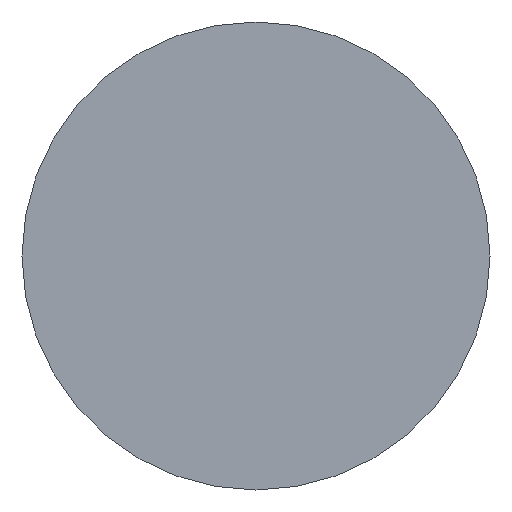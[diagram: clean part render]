
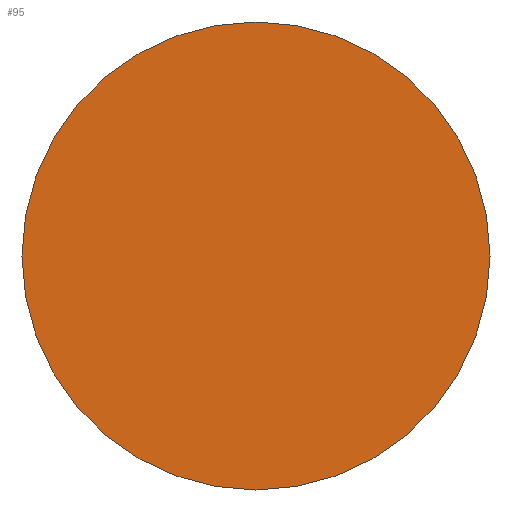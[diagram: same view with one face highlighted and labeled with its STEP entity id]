
A CAD part, front view. The second image highlights one B-rep face of the part: STEP entity #95.
In plain terms, the highlighted planar face has unit normal (0, -1, 0).
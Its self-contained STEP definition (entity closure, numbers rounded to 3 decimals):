
#16=PLANE('',#123);
#21=FACE_OUTER_BOUND('',#28,.T.);
#28=EDGE_LOOP('',(#75));
#32=CIRCLE('',#124,3.25);
#49=VERTEX_POINT('',#229);
#58=EDGE_CURVE('',#49,#49,#32,.T.);
#75=ORIENTED_EDGE('',*,*,#58,.T.);
#95=ADVANCED_FACE('',(#21),#16,.T.);
#123=AXIS2_PLACEMENT_3D('',#228,#142,#143);
#124=AXIS2_PLACEMENT_3D('',#230,#144,#145);
#142=DIRECTION('center_axis',(0.,-1.,0.));
#143=DIRECTION('ref_axis',(0.,0.,-1.));
#144=DIRECTION('center_axis',(0.,-1.,0.));
#145=DIRECTION('ref_axis',(1.,0.,0.));
#228=CARTESIAN_POINT('Origin',(1.625,-5.,0.));
#229=CARTESIAN_POINT('',(-3.25,-5.,0.));
#230=CARTESIAN_POINT('Origin',(0.,-5.,0.));
